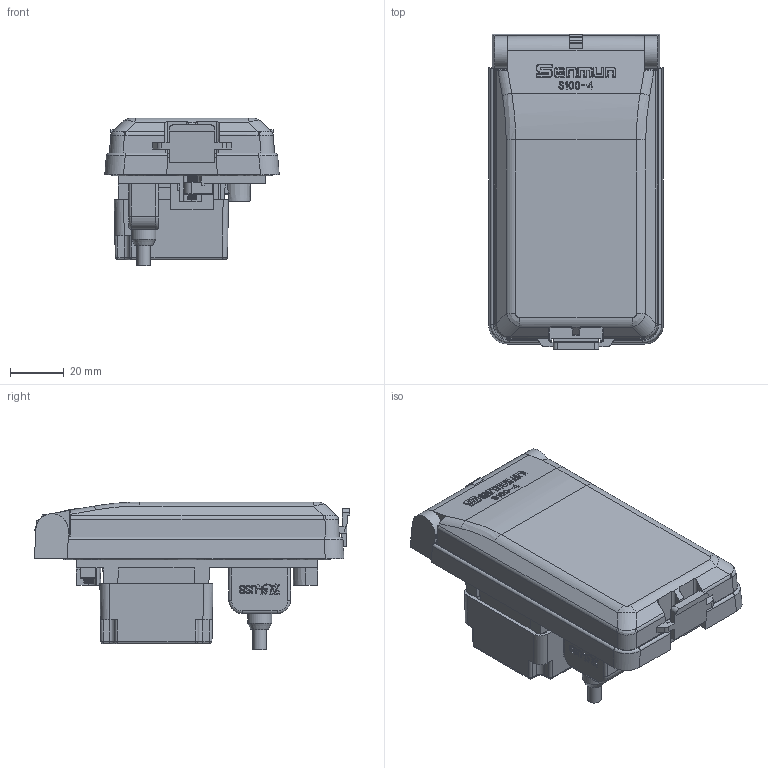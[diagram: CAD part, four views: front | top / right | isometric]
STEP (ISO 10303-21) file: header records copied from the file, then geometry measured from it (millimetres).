
FILE_DESCRIPTION(/* description */ (''),/* implementation_level */ '2;1');
FILE_NAME(/* name */ '',/* time_stamp */ '2025-04-01T09:13:09+08:00',/* author */ (''),/* organization */ (''),/* preprocessor_version */ 'ST-DEVELOPER v14',/* originating_system */ 'SIEMENS PLM Software NX 8.0',/* authorisation */ '');
FILE_SCHEMA (('AUTOMOTIVE_DESIGN { 1 0 10303 214 3 1 1 1 }'));
Products named in the file (1): Admi2BC458840jhp
Bounding box: 65 x 117.6 x 55 mm (x, y, z)
Volume: 120728.3 mm3; surface area: 64166.6 mm2
Topology: 8 solids, 9 shells, 1401 faces, 3664 edges, 2324 vertices
Faces by surface type: plane 790, cylinder 273, extrusion 118, bspline 90, cone 58, sphere 39, torus 33
Full cylindrical faces by diameter (mm): 1 x9, 3.3 x2, 3.5 x3, 3.9 x2, 4 x2, 5 x1, 5.5 x6, 8.5 x3, 9 x1
Entity records: 87741 total; most frequent: CARTESIAN_POINT 53439, ORIENTED_EDGE 7024, DIRECTION 6061, EDGE_CURVE 3512, VECTOR 2341, VERTEX_POINT 2264, LINE 2223, AXIS2_PLACEMENT_3D 1860
